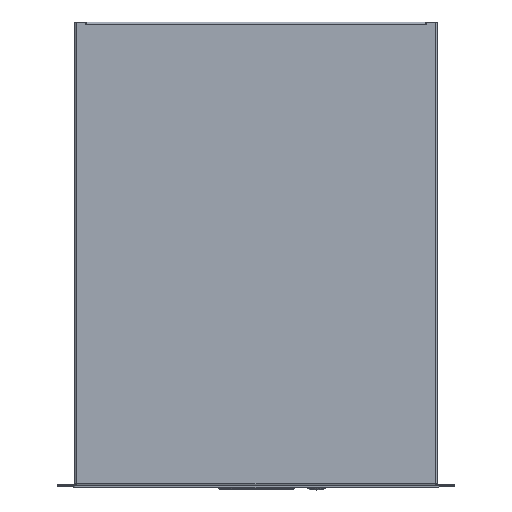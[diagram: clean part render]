
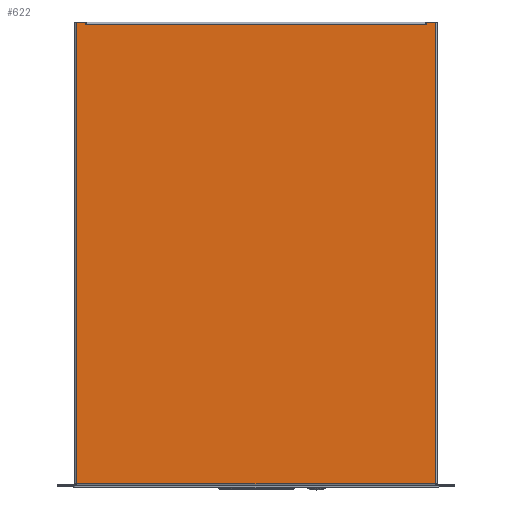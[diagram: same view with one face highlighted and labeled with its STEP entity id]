
A CAD part, top view. The second image highlights one B-rep face of the part: STEP entity #622.
In plain terms, the highlighted planar face has unit normal (0, 0, 1).
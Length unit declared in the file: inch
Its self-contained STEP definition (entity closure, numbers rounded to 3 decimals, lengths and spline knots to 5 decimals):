
#294 = VECTOR ( 'NONE', #4026, 39.37008 ) ;
#500 = VECTOR ( 'NONE', #6384, 39.37008 ) ;
#622 = ADVANCED_FACE ( 'NONE', ( #21675 ), #6400, .T. ) ;
#938 = VERTEX_POINT ( 'NONE', #7278 ) ;
#1008 = CARTESIAN_POINT ( 'NONE',  ( 8.57, 22.28, 3.406 ) ) ;
#1193 = CARTESIAN_POINT ( 'NONE',  ( -8.136, 22.28, 3.406 ) ) ;
#1266 = DIRECTION ( 'NONE',  ( 0., 0., 1. ) ) ;
#1884 = EDGE_CURVE ( 'NONE', #5834, #11606, #5877, .T. ) ;
#2021 = VERTEX_POINT ( 'NONE', #20436 ) ;
#2243 = DIRECTION ( 'NONE',  ( -1., 0., 0. ) ) ;
#2500 = DIRECTION ( 'NONE',  ( 1., 0., 0. ) ) ;
#2534 = LINE ( 'NONE', #14580, #16860 ) ;
#2578 = CARTESIAN_POINT ( 'NONE',  ( -8.678, 22.172, 3.406 ) ) ;
#2687 = LINE ( 'NONE', #1008, #20461 ) ;
#4026 = DIRECTION ( 'NONE',  ( 1., 0., 0. ) ) ;
#4185 = CARTESIAN_POINT ( 'NONE',  ( 8.136, 22.28, 3.406 ) ) ;
#4257 = CARTESIAN_POINT ( 'NONE',  ( 8.57, 22.28, 3.406 ) ) ;
#4303 = DIRECTION ( 'NONE',  ( 0., -1., 0. ) ) ;
#4477 = CARTESIAN_POINT ( 'NONE',  ( 8.136, 22.172, 3.406 ) ) ;
#4959 = VERTEX_POINT ( 'NONE', #9239 ) ;
#5238 = ORIENTED_EDGE ( 'NONE', *, *, #17513, .T. ) ;
#5454 = LINE ( 'NONE', #8910, #16552 ) ;
#5545 = EDGE_CURVE ( 'NONE', #15870, #11821, #21658, .T. ) ;
#5730 = VERTEX_POINT ( 'NONE', #4257 ) ;
#5834 = VERTEX_POINT ( 'NONE', #4477 ) ;
#5877 = LINE ( 'NONE', #9443, #21275 ) ;
#5908 = ORIENTED_EDGE ( 'NONE', *, *, #13188, .T. ) ;
#6072 = LINE ( 'NONE', #4185, #8187 ) ;
#6099 = DIRECTION ( 'NONE',  ( -1., 0., 0. ) ) ;
#6384 = DIRECTION ( 'NONE',  ( -1., 0., 0. ) ) ;
#6400 = PLANE ( 'NONE',  #16712 ) ;
#6625 = VERTEX_POINT ( 'NONE', #1193 ) ;
#7278 = CARTESIAN_POINT ( 'NONE',  ( 8.136, 22.28, 3.406 ) ) ;
#7436 = CARTESIAN_POINT ( 'NONE',  ( -8.57, 22.28, 3.406 ) ) ;
#7487 = LINE ( 'NONE', #14270, #294 ) ;
#7606 = ORIENTED_EDGE ( 'NONE', *, *, #21192, .T. ) ;
#7968 = VECTOR ( 'NONE', #16026, 39.37008 ) ;
#8187 = VECTOR ( 'NONE', #4303, 39.37008 ) ;
#8821 = EDGE_CURVE ( 'NONE', #5730, #938, #5454, .T. ) ;
#8910 = CARTESIAN_POINT ( 'NONE',  ( -8.678, 22.28, 3.406 ) ) ;
#8938 = EDGE_CURVE ( 'NONE', #6625, #4959, #2534, .T. ) ;
#9220 = LINE ( 'NONE', #7436, #7968 ) ;
#9239 = CARTESIAN_POINT ( 'NONE',  ( -8.57, 22.28, 3.406 ) ) ;
#9427 = CARTESIAN_POINT ( 'NONE',  ( -8.136, 22.172, 3.406 ) ) ;
#9443 = CARTESIAN_POINT ( 'NONE',  ( 8.136, 22.172, 3.406 ) ) ;
#9484 = DIRECTION ( 'NONE',  ( 0., 1., 0. ) ) ;
#9709 = ORIENTED_EDGE ( 'NONE', *, *, #21152, .T. ) ;
#10372 = CARTESIAN_POINT ( 'NONE',  ( 8.57, 0.213, 3.406 ) ) ;
#11130 = CARTESIAN_POINT ( 'NONE',  ( -8.106, 22.172, 3.406 ) ) ;
#11336 = EDGE_CURVE ( 'NONE', #2021, #21352, #7487, .T. ) ;
#11389 = ORIENTED_EDGE ( 'NONE', *, *, #1884, .T. ) ;
#11606 = VERTEX_POINT ( 'NONE', #17559 ) ;
#11821 = VERTEX_POINT ( 'NONE', #9427 ) ;
#12841 = ORIENTED_EDGE ( 'NONE', *, *, #20260, .T. ) ;
#13188 = EDGE_CURVE ( 'NONE', #938, #5834, #6072, .T. ) ;
#14067 = LINE ( 'NONE', #2578, #18116 ) ;
#14270 = CARTESIAN_POINT ( 'NONE',  ( -8.678, 0.213, 3.406 ) ) ;
#14281 = CARTESIAN_POINT ( 'NONE',  ( -8.136, 22.28, 3.406 ) ) ;
#14419 = VECTOR ( 'NONE', #21081, 39.37008 ) ;
#14580 = CARTESIAN_POINT ( 'NONE',  ( -8.678, 22.28, 3.406 ) ) ;
#14742 = CARTESIAN_POINT ( 'NONE',  ( 8.136, 22.172, 3.406 ) ) ;
#15654 = ORIENTED_EDGE ( 'NONE', *, *, #5545, .T. ) ;
#15870 = VERTEX_POINT ( 'NONE', #11130 ) ;
#15951 = ORIENTED_EDGE ( 'NONE', *, *, #8938, .T. ) ;
#16026 = DIRECTION ( 'NONE',  ( 0., -1., 0. ) ) ;
#16552 = VECTOR ( 'NONE', #19041, 39.37008 ) ;
#16712 = AXIS2_PLACEMENT_3D ( 'NONE', #17880, #1266, #2500 ) ;
#16860 = VECTOR ( 'NONE', #6099, 39.37008 ) ;
#17513 = EDGE_CURVE ( 'NONE', #11606, #15870, #14067, .T. ) ;
#17559 = CARTESIAN_POINT ( 'NONE',  ( 8.106, 22.172, 3.406 ) ) ;
#17628 = LINE ( 'NONE', #14281, #14419 ) ;
#17880 = CARTESIAN_POINT ( 'NONE',  ( -8.678, 22.28, 3.406 ) ) ;
#18116 = VECTOR ( 'NONE', #2243, 39.37008 ) ;
#18545 = DIRECTION ( 'NONE',  ( -1., 0., 0. ) ) ;
#19041 = DIRECTION ( 'NONE',  ( -1., 0., 0. ) ) ;
#20016 = EDGE_LOOP ( 'NONE', ( #11389, #5238, #15654, #9709, #15951, #12841, #20928, #7606, #20214, #5908 ) ) ;
#20214 = ORIENTED_EDGE ( 'NONE', *, *, #8821, .T. ) ;
#20260 = EDGE_CURVE ( 'NONE', #4959, #2021, #9220, .T. ) ;
#20436 = CARTESIAN_POINT ( 'NONE',  ( -8.57, 0.213, 3.406 ) ) ;
#20461 = VECTOR ( 'NONE', #9484, 39.37008 ) ;
#20928 = ORIENTED_EDGE ( 'NONE', *, *, #11336, .T. ) ;
#21081 = DIRECTION ( 'NONE',  ( 0., 1., 0. ) ) ;
#21152 = EDGE_CURVE ( 'NONE', #11821, #6625, #17628, .T. ) ;
#21192 = EDGE_CURVE ( 'NONE', #21352, #5730, #2687, .T. ) ;
#21275 = VECTOR ( 'NONE', #18545, 39.37008 ) ;
#21352 = VERTEX_POINT ( 'NONE', #10372 ) ;
#21658 = LINE ( 'NONE', #14742, #500 ) ;
#21675 = FACE_OUTER_BOUND ( 'NONE', #20016, .T. ) ;
